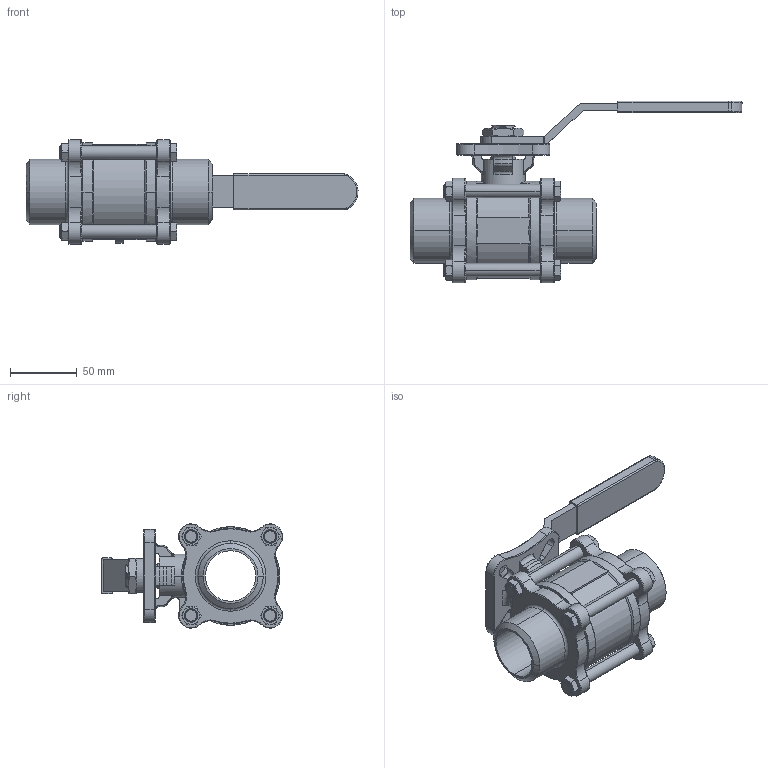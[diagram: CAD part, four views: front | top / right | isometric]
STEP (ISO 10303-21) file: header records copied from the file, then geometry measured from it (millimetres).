
FILE_DESCRIPTION((''),'2;1');
FILE_NAME('2012D-M3-040_ASM','2014-12-26T',('Administrator'),(''),'PRO/ENGINEER BY PARAMETRIC TECHNOLOGY CORPORATION, 2011080','PRO/ENGINEER BY PARAMETRIC TECHNOLOGY CORPORATION, 2011080','');
FILE_SCHEMA(('CONFIG_CONTROL_DESIGN'));
Length unit declared in the file: millimetre
Products named in the file (11): 2013D-M3-040A-BODY_2; 2013D-M3-BALL-040_2; 2013D-M3-SETM-040_2; 2013D-M3-BASHOUPIAN-040_2; 2013D-M3-HANDLE-040_2; 2013D-M3-HANDLENUT-040_2; 040JIAOTAO_2; 2013D-M3-040B-CAP1_2; 040LUOGAN_2; 040LUOMU_2; 2012D-M3-040_ASM
Assembly tree (17 placements, depth 2):
  2012D-M3-040_ASM
    2013D-M3-040A-BODY_2
    2013D-M3-BALL-040_2
    2013D-M3-SETM-040_2
    2013D-M3-BASHOUPIAN-040_2
    2013D-M3-HANDLE-040_2
    2013D-M3-HANDLENUT-040_2
    040JIAOTAO_2
    2013D-M3-040B-CAP1_2  x2
    040LUOGAN_2  x4
    040LUOMU_2  x4
Bounding box: 249.5 x 136.48 x 78.36 mm (x, y, z)
Volume: 365240.7 mm3; surface area: 143389.7 mm2
Topology: 17 solids, 17 shells, 1086 faces, 2885 edges, 1838 vertices
Faces by surface type: cylinder 387, bspline 238, plane 201, cone 143, torus 113, sphere 4
Entity records: 72624 total; most frequent: CARTESIAN_POINT 55059, ORIENTED_EDGE 4138, DIRECTION 2854, EDGE_CURVE 2069, VERTEX_POINT 1333, AXIS2_PLACEMENT_3D 1118, B_SPLINE_CURVE_WITH_KNOTS 918, EDGE_LOOP 804
